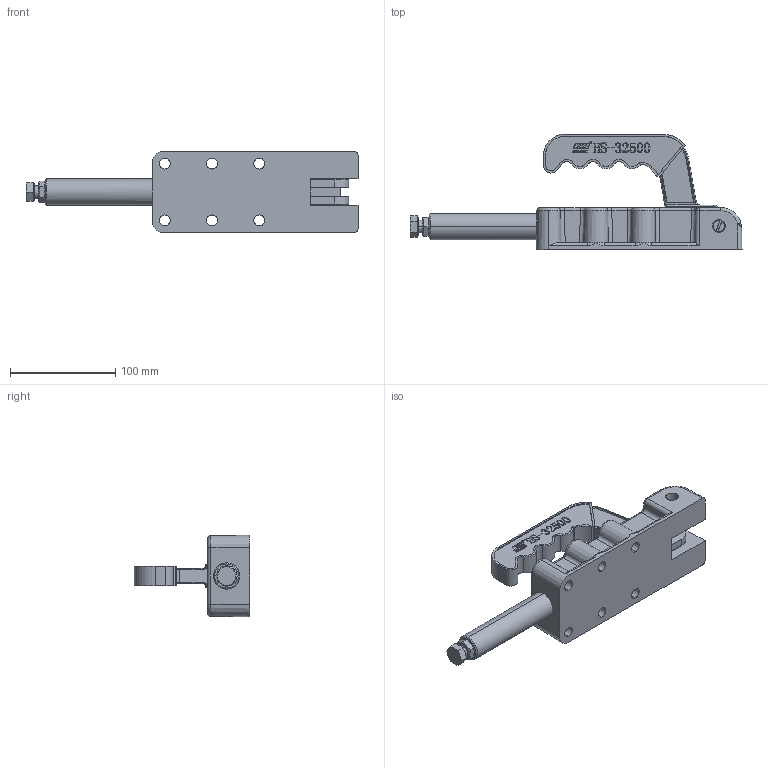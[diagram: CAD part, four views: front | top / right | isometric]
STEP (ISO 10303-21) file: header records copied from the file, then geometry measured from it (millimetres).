
FILE_DESCRIPTION (( 'STEP AP203' ), '1' );
FILE_NAME ('HS-32500 装配体.STEP', '2018-12-07T06:09:59', ( 'PCOS' ), ( '微软中国' ), 'SwSTEP 2.0', 'SolidWorks 2012', '' );
FILE_SCHEMA (( 'CONFIG_CONTROL_DESIGN' ));
Length unit declared in the file: millimetre
Products named in the file (9): HS-32500 蚾饜极; hex thin nuts-grades ab-chamfered gb_GB_FASTENER_NUT_STNAB M12-N; hexagon head bolts-full thread gb_GB_FASTENER_BOLT_STBAB A M12X60-N; slotted pan head set setscrews gb_GB_FASTENER_SCREWS_SPHSS M8X10X4-N; 挴裝; 忒梟; 忒參; 蟀裝; 菁釱
Assembly tree (9 placements, depth 2):
  HS-32500 蚾饜极
    菁釱
    蟀裝
    忒參
    忒梟
    挴裝
    slotted pan head set setscrews gb_GB_FASTENER_SCREWS_SPHSS M8X10X4-N  x2
    hexagon head bolts-full thread gb_GB_FASTENER_BOLT_STBAB A M12X60-N
    hex thin nuts-grades ab-chamfered gb_GB_FASTENER_NUT_STNAB M12-N
Bounding box: 316.18 x 110 x 78 mm (x, y, z)
Volume: 587423.3 mm3; surface area: 139250.3 mm2
Topology: 9 solids, 9 shells, 768 faces, 2012 edges, 1276 vertices
Faces by surface type: plane 289, bspline 196, cylinder 165, cone 78, torus 34, sphere 6
Entity records: 32244 total; most frequent: CARTESIAN_POINT 14106, ORIENTED_EDGE 3888, DIRECTION 3077, EDGE_CURVE 1944, VERTEX_POINT 1247, AXIS2_PLACEMENT_3D 1040, LINE 997, VECTOR 997
